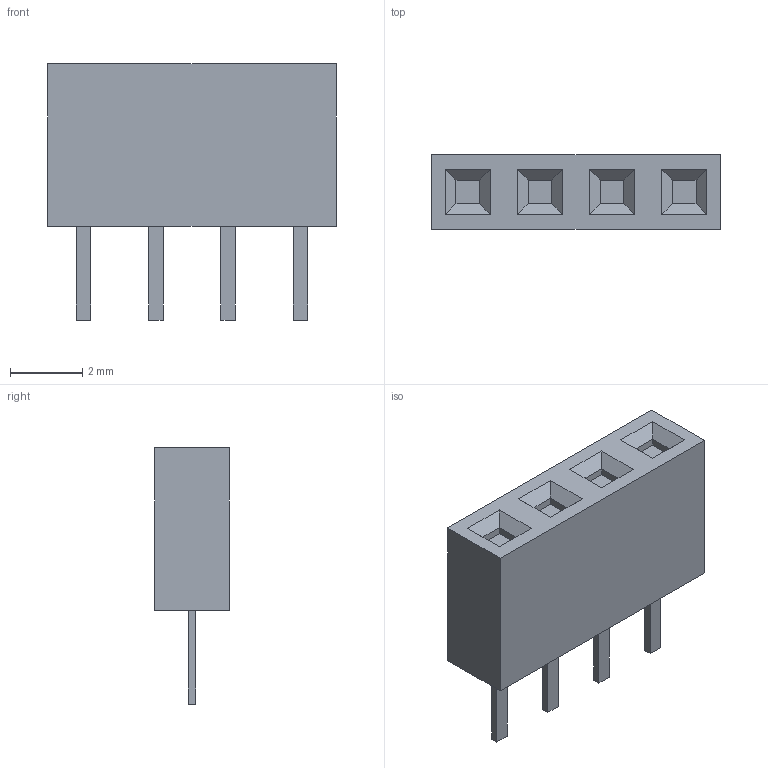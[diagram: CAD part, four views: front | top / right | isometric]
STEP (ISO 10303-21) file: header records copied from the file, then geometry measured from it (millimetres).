
FILE_DESCRIPTION((''),'2;1');
FILE_NAME('C-2314876-4','2018-07-19T',('workeradm'),('TE Connectivity Ltd.'),'CREO PARAMETRIC BY PTC INC, 2016050','CREO PARAMETRIC BY PTC INC, 2016050','');
FILE_SCHEMA(('AUTOMOTIVE_DESIGN { 1 0 10303 214 1 1 1 1 }'));
Length unit declared in the file: millimetre
Products named in the file (1): C-2314876-4
Bounding box: 8 x 2.06 x 7.1 mm (x, y, z)
Volume: 73.5 mm3; surface area: 139.9 mm2
Topology: 1 solids, 1 shells, 62 faces, 140 edges, 88 vertices
Faces by surface type: plane 62
Entity records: 1720 total; most frequent: CARTESIAN_POINT 292, ORIENTED_EDGE 280, DIRECTION 264, VECTOR 140, LINE 140, EDGE_CURVE 140, VERTEX_POINT 88, EDGE_LOOP 70
